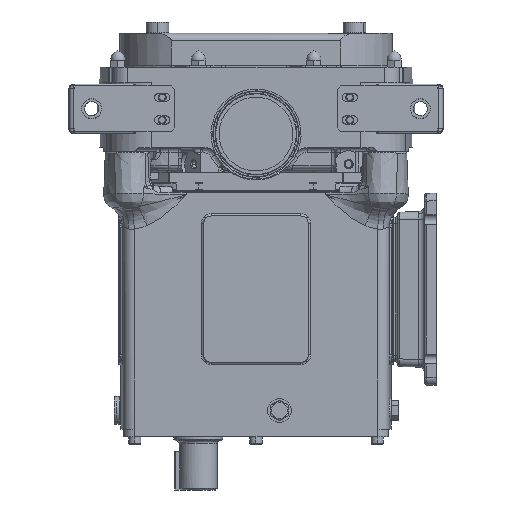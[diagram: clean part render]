
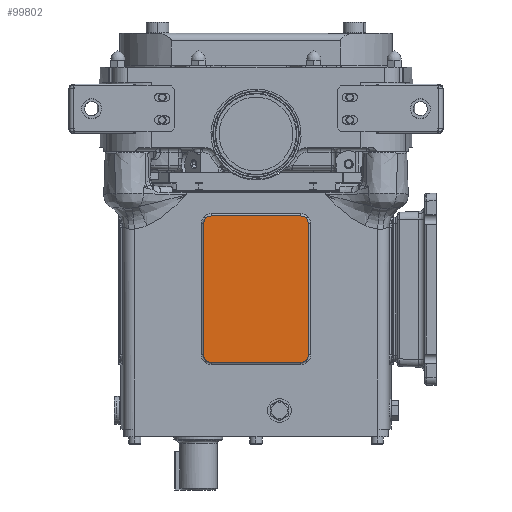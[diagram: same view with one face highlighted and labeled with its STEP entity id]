
A CAD part, left-side view. The second image highlights one B-rep face of the part: STEP entity #99802.
In plain terms, the highlighted planar face has unit normal (-1, 0, 0).
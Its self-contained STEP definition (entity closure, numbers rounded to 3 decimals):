
#1720 = CARTESIAN_POINT ( 'NONE',  ( -98., 69.175, -42.137 ) ) ;
#2579 = CARTESIAN_POINT ( 'NONE',  ( -98., -59.181, -225.492 ) ) ;
#3108 = CARTESIAN_POINT ( 'NONE',  ( -98., -69.175, -225.317 ) ) ;
#3443 = DIRECTION ( 'NONE',  ( 0., 1., 0. ) ) ;
#3887 = EDGE_CURVE ( 'NONE', #69690, #79899, #98546, .T. ) ;
#4218 = DIRECTION ( 'NONE',  ( 0., 0., -1. ) ) ;
#4582 = DIRECTION ( 'NONE',  ( 1., 0., 0. ) ) ;
#4716 = CARTESIAN_POINT ( 'NONE',  ( -98., 69.175, -42.137 ) ) ;
#4929 = CARTESIAN_POINT ( 'NONE',  ( -98., -59.181, -32.143 ) ) ;
#5076 = CARTESIAN_POINT ( 'NONE',  ( -98., 59.181, -225.492 ) ) ;
#9679 =( BOUNDED_CURVE ( )  B_SPLINE_CURVE ( 3, ( #21684, #23383, #49469, #56885 ),
 .UNSPECIFIED., .F., .T. ) 
 B_SPLINE_CURVE_WITH_KNOTS ( ( 4, 4 ),
 ( 5.498, 7.068 ),
 .UNSPECIFIED. ) 
 CURVE ( )  GEOMETRIC_REPRESENTATION_ITEM ( )  RATIONAL_B_SPLINE_CURVE ( ( 1., 0.805, 0.805, 1. ) ) 
 REPRESENTATION_ITEM ( '' )  );
#13225 = CARTESIAN_POINT ( 'NONE',  ( -98., 59.181, -32.143 ) ) ;
#15176 = CARTESIAN_POINT ( 'NONE',  ( -98., 69.175, -225.317 ) ) ;
#16787 = ORIENTED_EDGE ( 'NONE', *, *, #75743, .F. ) ;
#17603 = CARTESIAN_POINT ( 'NONE',  ( -98., 59.181, -32.143 ) ) ;
#19425 = VERTEX_POINT ( 'NONE', #1720 ) ;
#20602 = EDGE_CURVE ( 'NONE', #34707, #33746, #56610, .T. ) ;
#21684 = CARTESIAN_POINT ( 'NONE',  ( -98., -59.181, -225.492 ) ) ;
#21969 = CARTESIAN_POINT ( 'NONE',  ( -98., -69.175, -36.281 ) ) ;
#22886 = CARTESIAN_POINT ( 'NONE',  ( -98., 65.036, -32.143 ) ) ;
#23324 = CARTESIAN_POINT ( 'NONE',  ( -98., 90., -313.5 ) ) ;
#23383 = CARTESIAN_POINT ( 'NONE',  ( -98., -65.036, -225.492 ) ) ;
#23593 = VECTOR ( 'NONE', #3443, 1000. ) ;
#27267 = VERTEX_POINT ( 'NONE', #2579 ) ;
#28203 = ORIENTED_EDGE ( 'NONE', *, *, #20602, .T. ) ;
#29850 = ORIENTED_EDGE ( 'NONE', *, *, #55751, .T. ) ;
#30653 = LINE ( 'NONE', #40274, #23593 ) ;
#33746 = VERTEX_POINT ( 'NONE', #64148 ) ;
#34707 = VERTEX_POINT ( 'NONE', #112338 ) ;
#37891 = CARTESIAN_POINT ( 'NONE',  ( -98., -65.036, -32.143 ) ) ;
#38234 =( BOUNDED_CURVE ( )  B_SPLINE_CURVE ( 3, ( #13225, #22886, #100150, #4716 ),
 .UNSPECIFIED., .F., .T. ) 
 B_SPLINE_CURVE_WITH_KNOTS ( ( 4, 4 ),
 ( 5.498, 7.068 ),
 .UNSPECIFIED. ) 
 CURVE ( )  GEOMETRIC_REPRESENTATION_ITEM ( )  RATIONAL_B_SPLINE_CURVE ( ( 1., 0.805, 0.805, 1. ) ) 
 REPRESENTATION_ITEM ( '' )  );
#40274 = CARTESIAN_POINT ( 'NONE',  ( -98., 69., -225.492 ) ) ;
#44395 = CARTESIAN_POINT ( 'NONE',  ( -98., -59.181, -32.143 ) ) ;
#46560 = CARTESIAN_POINT ( 'NONE',  ( -98., 69.175, -215.498 ) ) ;
#47754 = DIRECTION ( 'NONE',  ( 0., 0., -1. ) ) ;
#48347 = ORIENTED_EDGE ( 'NONE', *, *, #74250, .F. ) ;
#48410 = VECTOR ( 'NONE', #4218, 1000. ) ;
#49469 = CARTESIAN_POINT ( 'NONE',  ( -98., -69.175, -221.354 ) ) ;
#50965 = DIRECTION ( 'NONE',  ( 0., 0., 1. ) ) ;
#55751 = EDGE_CURVE ( 'NONE', #88812, #19425, #38234, .T. ) ;
#56218 = CARTESIAN_POINT ( 'NONE',  ( -98., 65.036, -225.492 ) ) ;
#56287 = PLANE ( 'NONE',  #79416 ) ;
#56610 =( BOUNDED_CURVE ( )  B_SPLINE_CURVE ( 3, ( #46560, #91409, #56218, #5076 ),
 .UNSPECIFIED., .F., .F. ) 
 B_SPLINE_CURVE_WITH_KNOTS ( ( 4, 4 ),
 ( 5.498, 7.068 ),
 .UNSPECIFIED. ) 
 CURVE ( )  GEOMETRIC_REPRESENTATION_ITEM ( )  RATIONAL_B_SPLINE_CURVE ( ( 1., 0.805, 0.805, 1. ) ) 
 REPRESENTATION_ITEM ( '' )  );
#56885 = CARTESIAN_POINT ( 'NONE',  ( -98., -69.175, -215.498 ) ) ;
#61115 = ORIENTED_EDGE ( 'NONE', *, *, #93104, .T. ) ;
#64148 = CARTESIAN_POINT ( 'NONE',  ( -98., 59.181, -225.492 ) ) ;
#67058 = EDGE_LOOP ( 'NONE', ( #29850, #16787, #28203, #74438, #61115, #107204, #100563, #48347 ) ) ;
#67848 = CARTESIAN_POINT ( 'NONE',  ( -98., 69., -32.143 ) ) ;
#69690 = VERTEX_POINT ( 'NONE', #76973 ) ;
#73856 = FACE_OUTER_BOUND ( 'NONE', #67058, .T. ) ;
#73939 = EDGE_CURVE ( 'NONE', #27267, #33746, #30653, .T. ) ;
#74250 = EDGE_CURVE ( 'NONE', #88812, #107693, #83748, .T. ) ;
#74438 = ORIENTED_EDGE ( 'NONE', *, *, #73939, .F. ) ;
#75743 = EDGE_CURVE ( 'NONE', #34707, #19425, #111160, .T. ) ;
#76934 = EDGE_CURVE ( 'NONE', #69690, #107693, #89314, .T. ) ;
#76973 = CARTESIAN_POINT ( 'NONE',  ( -98., -69.175, -42.137 ) ) ;
#79416 = AXIS2_PLACEMENT_3D ( 'NONE', #23324, #4582, #47754 ) ;
#79899 = VERTEX_POINT ( 'NONE', #88058 ) ;
#81051 = CARTESIAN_POINT ( 'NONE',  ( -98., -69.175, -42.137 ) ) ;
#83748 = LINE ( 'NONE', #67848, #85561 ) ;
#85561 = VECTOR ( 'NONE', #91723, 1000. ) ;
#88058 = CARTESIAN_POINT ( 'NONE',  ( -98., -69.175, -215.498 ) ) ;
#88812 = VERTEX_POINT ( 'NONE', #17603 ) ;
#89314 =( BOUNDED_CURVE ( )  B_SPLINE_CURVE ( 3, ( #81051, #21969, #37891, #4929 ),
 .UNSPECIFIED., .F., .T. ) 
 B_SPLINE_CURVE_WITH_KNOTS ( ( 4, 4 ),
 ( 5.498, 7.068 ),
 .UNSPECIFIED. ) 
 CURVE ( )  GEOMETRIC_REPRESENTATION_ITEM ( )  RATIONAL_B_SPLINE_CURVE ( ( 1., 0.805, 0.805, 1. ) ) 
 REPRESENTATION_ITEM ( '' )  );
#91409 = CARTESIAN_POINT ( 'NONE',  ( -98., 69.175, -221.354 ) ) ;
#91723 = DIRECTION ( 'NONE',  ( 0., -1., 0. ) ) ;
#93104 = EDGE_CURVE ( 'NONE', #27267, #79899, #9679, .T. ) ;
#95790 = VECTOR ( 'NONE', #50965, 1000. ) ;
#98546 = LINE ( 'NONE', #3108, #48410 ) ;
#99802 = ADVANCED_FACE ( 'NONE', ( #73856 ), #56287, .F. ) ;
#100150 = CARTESIAN_POINT ( 'NONE',  ( -98., 69.175, -36.281 ) ) ;
#100563 = ORIENTED_EDGE ( 'NONE', *, *, #76934, .T. ) ;
#107204 = ORIENTED_EDGE ( 'NONE', *, *, #3887, .F. ) ;
#107693 = VERTEX_POINT ( 'NONE', #44395 ) ;
#111160 = LINE ( 'NONE', #15176, #95790 ) ;
#112338 = CARTESIAN_POINT ( 'NONE',  ( -98., 69.175, -215.498 ) ) ;
